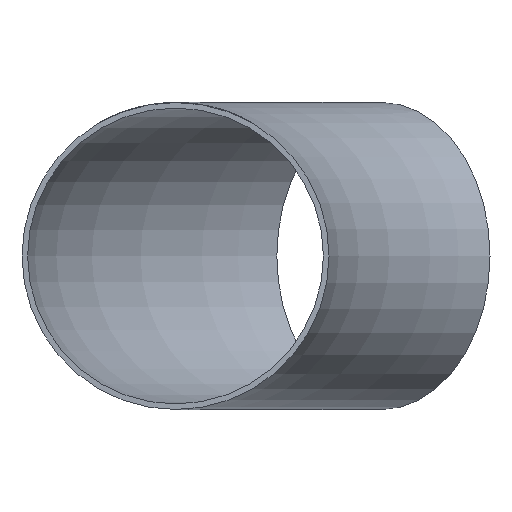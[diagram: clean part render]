
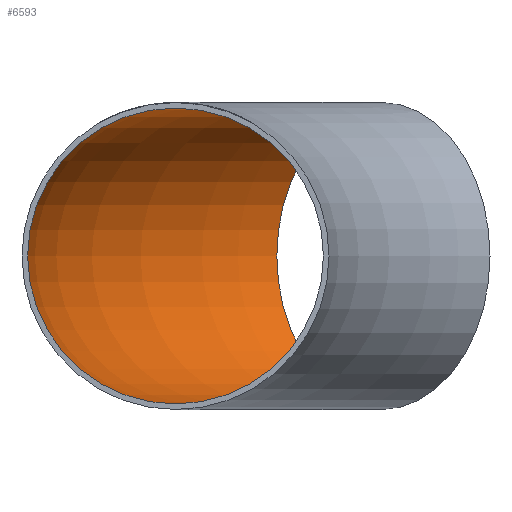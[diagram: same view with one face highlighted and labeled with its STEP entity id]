
A CAD part, front view. The second image highlights one B-rep face of the part: STEP entity #6593.
In plain terms, the highlighted toroidal (fillet/blend) face has major radius 625 mm and minor radius 131.5 mm.
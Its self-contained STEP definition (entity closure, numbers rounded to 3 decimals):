
#3598 = DIRECTION ( 'NONE',  ( 0., 0., 1. ) ) ;
#5749 = EDGE_CURVE ( 'NONE', #18352, #18352, #25177, .T. ) ;
#6491 = CARTESIAN_POINT ( 'NONE',  ( -625., 0., 131.5 ) ) ;
#6524 = DIRECTION ( 'NONE',  ( 0., 1., 0. ) ) ;
#6593 = ADVANCED_FACE ( 'NONE', ( #29706, #12474 ), #11674, .F. ) ;
#7033 = DIRECTION ( 'NONE',  ( 0.707, 0.707, 0. ) ) ;
#9535 = CIRCLE ( 'NONE', #27713, 131.5 ) ;
#11674 = TOROIDAL_SURFACE ( 'NONE', #16325, 625., 131.5 ) ;
#11706 = CARTESIAN_POINT ( 'NONE',  ( -625., 0., 0. ) ) ;
#12474 = FACE_OUTER_BOUND ( 'NONE', #16522, .T. ) ;
#14333 = CARTESIAN_POINT ( 'NONE',  ( -441.942, 441.942, 0. ) ) ;
#16325 = AXIS2_PLACEMENT_3D ( 'NONE', #22732, #22564, #17525 ) ;
#16522 = EDGE_LOOP ( 'NONE', ( #19537 ) ) ;
#16896 = ORIENTED_EDGE ( 'NONE', *, *, #19276, .T. ) ;
#17525 = DIRECTION ( 'NONE',  ( -1., 0., 0. ) ) ;
#17569 = EDGE_LOOP ( 'NONE', ( #16896 ) ) ;
#18352 = VERTEX_POINT ( 'NONE', #6491 ) ;
#19276 = EDGE_CURVE ( 'NONE', #25985, #25985, #9535, .T. ) ;
#19537 = ORIENTED_EDGE ( 'NONE', *, *, #5749, .F. ) ;
#22564 = DIRECTION ( 'NONE',  ( 0., 0., -1. ) ) ;
#22732 = CARTESIAN_POINT ( 'NONE',  ( 0., 0., 0. ) ) ;
#25177 = CIRCLE ( 'NONE', #26167, 131.5 ) ;
#25985 = VERTEX_POINT ( 'NONE', #28277 ) ;
#26167 = AXIS2_PLACEMENT_3D ( 'NONE', #11706, #6524, #3598 ) ;
#27713 = AXIS2_PLACEMENT_3D ( 'NONE', #14333, #7033, #31897 ) ;
#28277 = CARTESIAN_POINT ( 'NONE',  ( -534.926, 534.926, 0. ) ) ;
#29706 = FACE_OUTER_BOUND ( 'NONE', #17569, .T. ) ;
#31897 = DIRECTION ( 'NONE',  ( -0.707, 0.707, 0. ) ) ;
